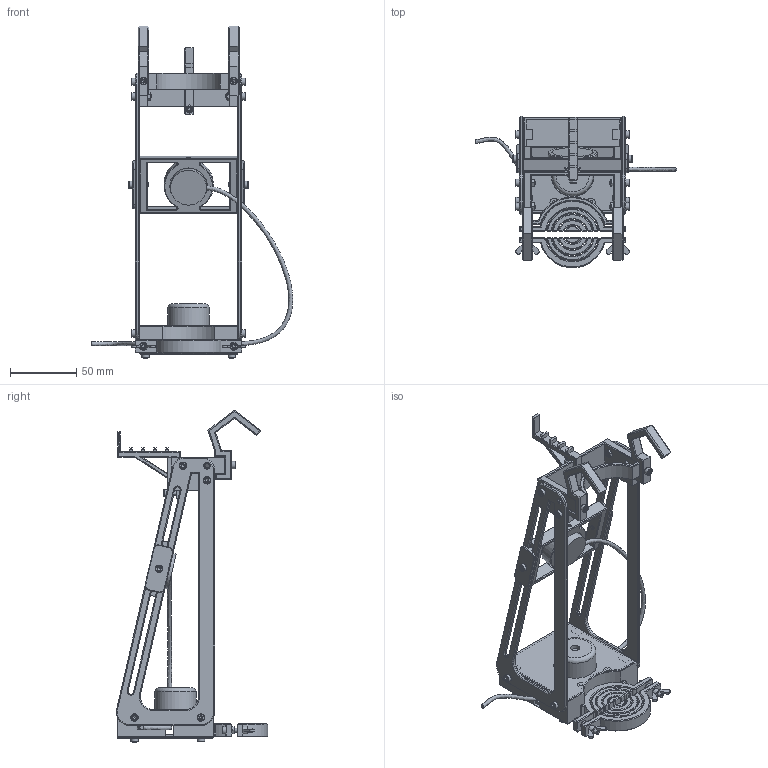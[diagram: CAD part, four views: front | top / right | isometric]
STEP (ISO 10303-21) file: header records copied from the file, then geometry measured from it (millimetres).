
FILE_DESCRIPTION(/* description */ ('STEP AP242','CAx-IF Rec.Pracs.---Representation and Presentation of Product Manufacturing Information (PMI)---4.0---2014-10-13','CAx-IF Rec.Pracs.---3D Tessellated Geometry---0.4---2014-09-14','2;1'),/* implementation_level */ '2;1');
FILE_NAME(/* name */ '68c6ab7cb873551d14827466',/* time_stamp */ '2025-09-14T11:48:14Z',/* author */ (''),/* organization */ (''),/* preprocessor_version */ 'ST-DEVELOPER v20',/* originating_system */ 'ONSHAPE BY PTC INC, 1.203',/* authorisation */ ' ');
FILE_SCHEMA (('AP242_MANAGED_MODEL_BASED_3D_ENGINEERING_MIM_LF { 1 0 10303 442 1 1 4 }'));
Length unit declared in the file: metre
Products named in the file (21): Assembly 1; MID FRAME LOCK; M3X12 SOC HEAD; BOTTOM COVER; TOP STRUCTURE; Assembly 2 <1>; sensor; sensor wire; TOP HOOK; M3X20; M3 HEX NUT; SIDE FRAME; M3 WING NUT; BOTTOM RING REM; Buzzer; SHAFT SPACER 1; BOTTOM STRUCTURE; power wire; BOTTOM RING FIX; FRONT HOOK; MIDDLE FRAME
Assembly tree (54 placements, depth 3):
  Assembly 1
    MID FRAME LOCK  x2
    M3X12 SOC HEAD  x19
    BOTTOM COVER
    TOP STRUCTURE
    Assembly 2 <1>
      sensor
      sensor wire
    TOP HOOK  x2
    M3X20  x2
    M3 HEX NUT  x11
    SIDE FRAME  x2
    M3 WING NUT  x2
    BOTTOM RING REM
    Buzzer
    SHAFT SPACER 1  x2
    BOTTOM STRUCTURE
    power wire
    BOTTOM RING FIX
    FRONT HOOK
    MIDDLE FRAME
Bounding box: 151.63 x 114.04 x 249.85 mm (x, y, z)
Volume: 144119.8 mm3; surface area: 119248 mm2
Topology: 53 solids, 53 shells, 1729 faces, 4031 edges, 2444 vertices
Faces by surface type: plane 1184, cone 283, cylinder 196, torus 64, bspline 2
Full cylindrical faces by diameter (mm): 2.459 x13, 2.5 x11, 3 x21, 3.5 x36, 5.5 x21, 6 x2, 7 x1, 27 x2, 30 x3, 31 x1
Entity records: 25513 total; most frequent: CARTESIAN_POINT 5201, DIRECTION 3973, ORIENTED_EDGE 3892, EDGE_CURVE 1946, LINE 1383, VECTOR 1383, AXIS2_PLACEMENT_3D 1295, VERTEX_POINT 1233
